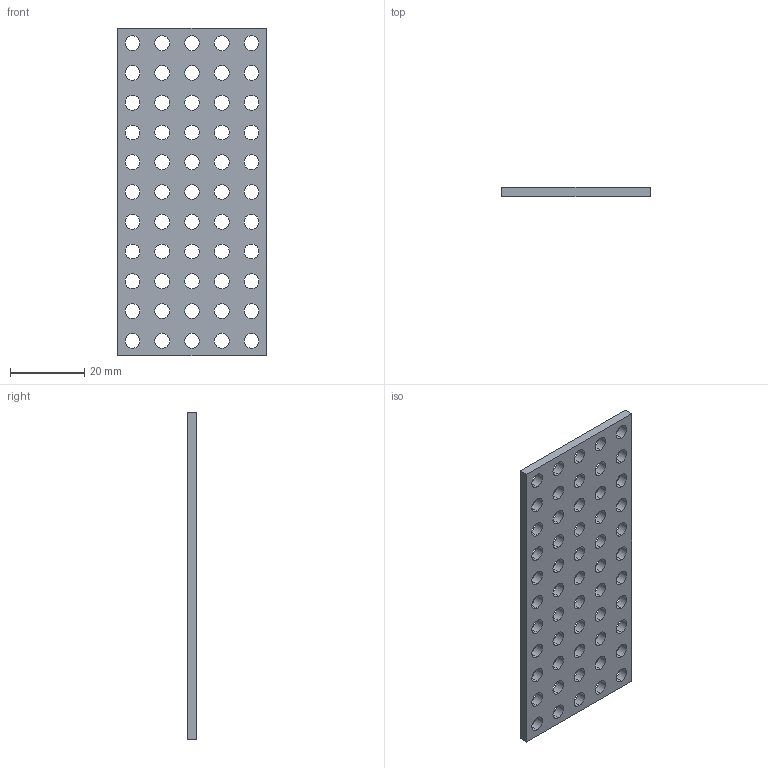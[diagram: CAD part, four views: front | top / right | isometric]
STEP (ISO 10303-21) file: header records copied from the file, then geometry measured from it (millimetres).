
FILE_DESCRIPTION (( 'STEP AP203' ), '1' );
FILE_NAME ('1116-0040-0088.STEP', '2017-04-05T15:14:18', ( '' ), ( '' ), 'SwSTEP 2.0', 'SolidWorks 2016', '' );
FILE_SCHEMA (( 'CONFIG_CONTROL_DESIGN' ));
Length unit declared in the file: millimetre
Products named in the file (1): 1116-0040-0088
Bounding box: 40 x 2.5 x 88 mm (x, y, z)
Volume: 7072.1 mm3; surface area: 8025.6 mm2
Topology: 1 solids, 1 shells, 116 faces, 342 edges, 228 vertices
Faces by surface type: cylinder 110, plane 6
Entity records: 4303 total; most frequent: DIRECTION 796, CARTESIAN_POINT 687, ORIENTED_EDGE 684, EDGE_CURVE 342, AXIS2_PLACEMENT_3D 337, VERTEX_POINT 228, EDGE_LOOP 226, CIRCLE 220
